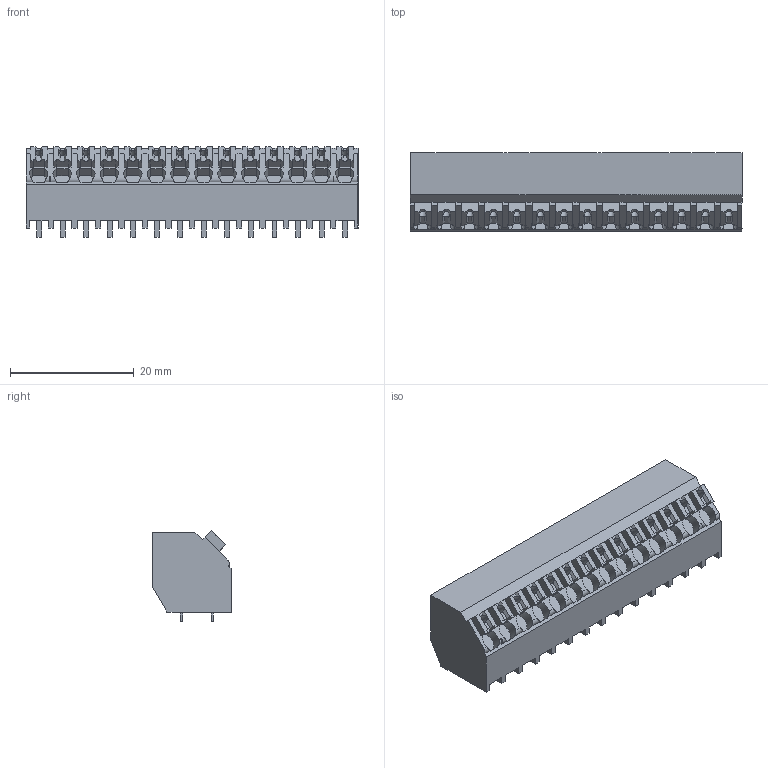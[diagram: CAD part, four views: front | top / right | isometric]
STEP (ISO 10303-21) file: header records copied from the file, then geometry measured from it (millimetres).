
FILE_DESCRIPTION(('CATIA V5 STEP Exchange','CAx-IF Rec.Pracs.--- Model Styling and Organization---1.2---2011-12-15'),'2;1');
FILE_NAME ('D1458489_0_1885540000_1885540000.stp','2018-03-20T11:14:21+00:00',('none'),('Weidmueller'),'CATIA Version 5-6 Release 2014','CATIA V5 STEP AP214','none');
FILE_SCHEMA(('AUTOMOTIVE_DESIGN { 1 0 10303 214 1 1 1 1 }'));
Length unit declared in the file: millimetre
Products named in the file (1): 1885540000
Bounding box: 53.73 x 12.7 x 14.66 mm (x, y, z)
Volume: 6144.8 mm3; surface area: 5609.9 mm2
Topology: 43 solids, 43 shells, 855 faces, 2455 edges, 1686 vertices
Faces by surface type: plane 781, cylinder 74
Entity records: 25646 total; most frequent: CARTESIAN_POINT 5072, ORIENTED_EDGE 4910, DIRECTION 3139, EDGE_CURVE 2455, VECTOR 2170, LINE 2170, VERTEX_POINT 1686, EDGE_LOOP 883
